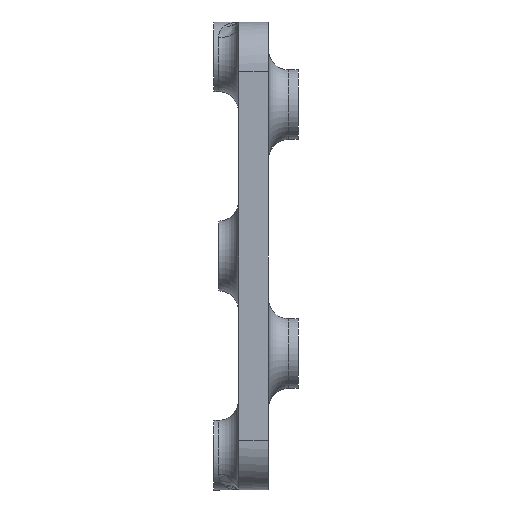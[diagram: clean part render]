
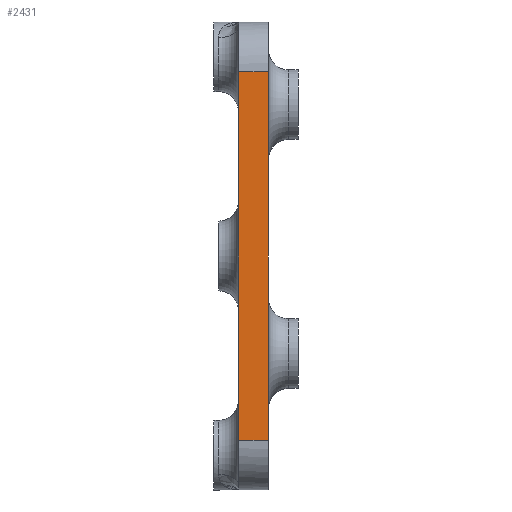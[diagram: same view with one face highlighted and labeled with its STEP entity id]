
A CAD part, left-side view. The second image highlights one B-rep face of the part: STEP entity #2431.
In plain terms, the highlighted planar face has unit normal (-1, 0, 0).
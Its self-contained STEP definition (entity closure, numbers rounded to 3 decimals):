
#126 = LINE ( 'NONE', #724, #137 ) ;
#137 = VECTOR ( 'NONE', #955, 1000. ) ;
#228 = VECTOR ( 'NONE', #2229, 1000. ) ;
#276 = ORIENTED_EDGE ( 'NONE', *, *, #1488, .T. ) ;
#412 = CARTESIAN_POINT ( 'NONE',  ( -57.5, 65.5, -22. ) ) ;
#541 = EDGE_LOOP ( 'NONE', ( #2185, #276, #986, #1627 ) ) ;
#561 = CARTESIAN_POINT ( 'NONE',  ( -57.5, 62.5, -3.5 ) ) ;
#642 = CARTESIAN_POINT ( 'NONE',  ( -57.5, 65.5, -40.5 ) ) ;
#656 = FACE_OUTER_BOUND ( 'NONE', #541, .T. ) ;
#724 = CARTESIAN_POINT ( 'NONE',  ( -57.5, 62.5, -22. ) ) ;
#727 = EDGE_CURVE ( 'NONE', #1431, #2463, #1715, .T. ) ;
#879 = PLANE ( 'NONE',  #1852 ) ;
#881 = EDGE_CURVE ( 'NONE', #1432, #2640, #126, .T. ) ;
#955 = DIRECTION ( 'NONE',  ( 0., 0., -1. ) ) ;
#986 = ORIENTED_EDGE ( 'NONE', *, *, #727, .T. ) ;
#1192 = CARTESIAN_POINT ( 'NONE',  ( -57.5, 62.5, -40.5 ) ) ;
#1282 = DIRECTION ( 'NONE',  ( 1., 0., 0. ) ) ;
#1431 = VERTEX_POINT ( 'NONE', #1440 ) ;
#1432 = VERTEX_POINT ( 'NONE', #561 ) ;
#1440 = CARTESIAN_POINT ( 'NONE',  ( -57.5, 65.5, -3.5 ) ) ;
#1488 = EDGE_CURVE ( 'NONE', #1432, #1431, #2772, .T. ) ;
#1525 = LINE ( 'NONE', #2422, #1759 ) ;
#1627 = ORIENTED_EDGE ( 'NONE', *, *, #2570, .T. ) ;
#1715 = LINE ( 'NONE', #412, #228 ) ;
#1759 = VECTOR ( 'NONE', #1979, 1000. ) ;
#1852 = AXIS2_PLACEMENT_3D ( 'NONE', #2180, #1282, #2627 ) ;
#1979 = DIRECTION ( 'NONE',  ( 0., -1., 0. ) ) ;
#2180 = CARTESIAN_POINT ( 'NONE',  ( -57.5, 62.5, -22. ) ) ;
#2185 = ORIENTED_EDGE ( 'NONE', *, *, #881, .F. ) ;
#2229 = DIRECTION ( 'NONE',  ( 0., 0., -1. ) ) ;
#2422 = CARTESIAN_POINT ( 'NONE',  ( -57.5, 62.5, -40.5 ) ) ;
#2431 = ADVANCED_FACE ( 'NONE', ( #656 ), #879, .F. ) ;
#2463 = VERTEX_POINT ( 'NONE', #642 ) ;
#2487 = VECTOR ( 'NONE', #2493, 1000. ) ;
#2493 = DIRECTION ( 'NONE',  ( 0., 1., 0. ) ) ;
#2570 = EDGE_CURVE ( 'NONE', #2463, #2640, #1525, .T. ) ;
#2627 = DIRECTION ( 'NONE',  ( 0., 0., -1. ) ) ;
#2640 = VERTEX_POINT ( 'NONE', #1192 ) ;
#2756 = CARTESIAN_POINT ( 'NONE',  ( -57.5, 65.5, -3.5 ) ) ;
#2772 = LINE ( 'NONE', #2756, #2487 ) ;
